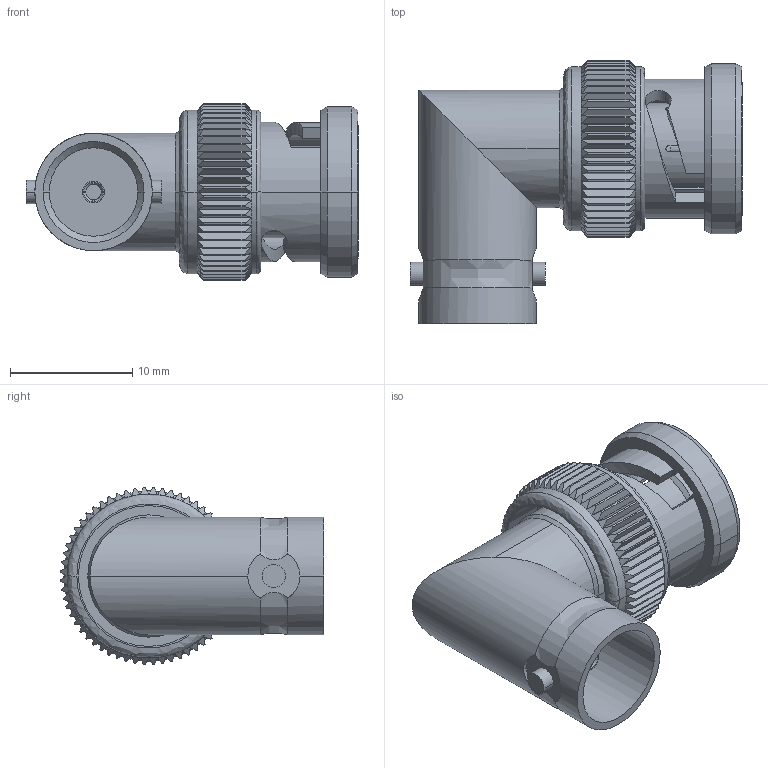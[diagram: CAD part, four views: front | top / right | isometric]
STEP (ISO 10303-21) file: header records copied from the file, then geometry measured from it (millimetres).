
FILE_DESCRIPTION (( 'STEP AP203' ), '1' );
FILE_NAME ('PE9361.step', '2018-06-06T17:47:55', ( '' ), ( '' ), 'SwSTEP 2.0', 'SolidWorks 2017', '' );
FILE_SCHEMA (( 'CONFIG_CONTROL_DESIGN' ));
Length unit declared in the file: inch
Products named in the file (1): PE9361
Bounding box: 27.14 x 21.52 x 14.46 mm (x, y, z)
Volume: 2311.8 mm3; surface area: 3066 mm2
Topology: 1 solids, 4 shells, 502 faces, 1177 edges, 694 vertices
Faces by surface type: plane 190, cone 153, cylinder 143, bspline 16
Entity records: 16250 total; most frequent: CARTESIAN_POINT 5172, ORIENTED_EDGE 2354, DIRECTION 2240, EDGE_CURVE 1177, AXIS2_PLACEMENT_3D 918, VERTEX_POINT 694, EDGE_LOOP 521, FACE_OUTER_BOUND 502
